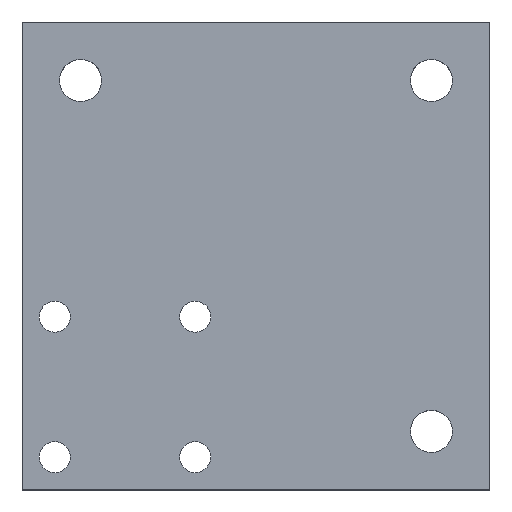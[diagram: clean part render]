
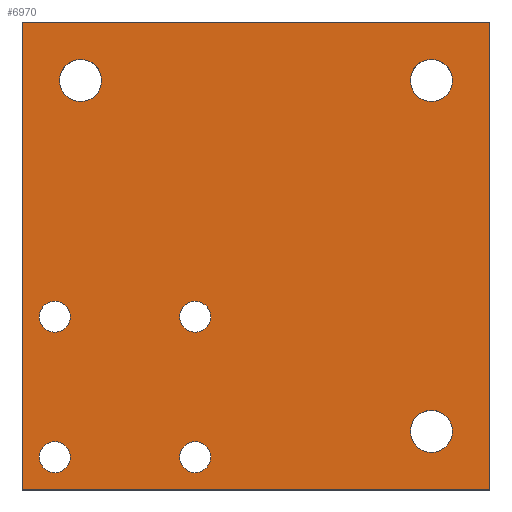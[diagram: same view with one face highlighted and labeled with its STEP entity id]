
A CAD part, top view. The second image highlights one B-rep face of the part: STEP entity #6970.
In plain terms, the highlighted planar face has unit normal (0, 0, 1).
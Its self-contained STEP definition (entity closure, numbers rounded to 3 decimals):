
#120=CARTESIAN_POINT('',(76.,5.5,12.));
#130=VERTEX_POINT('',#120);
#160=CARTESIAN_POINT('',(80.5,5.5,12.));
#170=DIRECTION('',(0.,0.,1.));
#180=DIRECTION('',(1.,0.,0.));
#190=AXIS2_PLACEMENT_3D('',#160,#170,#180);
#200=CIRCLE('',#190,4.5);
#210=CARTESIAN_POINT('',(85.,5.5,12.));
#220=VERTEX_POINT('',#210);
#230=EDGE_CURVE('',#220,#130,#200,.T.);
#1200=CARTESIAN_POINT('',(33.3,30.,12.));
#1210=VERTEX_POINT('',#1200);
#1240=CARTESIAN_POINT('',(30.,30.,12.));
#1250=DIRECTION('',(0.,0.,1.));
#1260=DIRECTION('',(1.,0.,0.));
#1270=AXIS2_PLACEMENT_3D('',#1240,#1250,#1260);
#1280=CIRCLE('',#1270,3.3);
#1290=CARTESIAN_POINT('',(26.7,30.,12.));
#1300=VERTEX_POINT('',#1290);
#1310=EDGE_CURVE('',#1300,#1210,#1280,.T.);
#2200=CARTESIAN_POINT('',(33.3,0.,12.));
#2210=VERTEX_POINT('',#2200);
#2240=CARTESIAN_POINT('',(30.,0.,12.));
#2250=DIRECTION('',(0.,0.,1.));
#2260=DIRECTION('',(1.,0.,0.));
#2270=AXIS2_PLACEMENT_3D('',#2240,#2250,#2260);
#2280=CIRCLE('',#2270,3.3);
#2290=CARTESIAN_POINT('',(26.7,0.,12.));
#2300=VERTEX_POINT('',#2290);
#2310=EDGE_CURVE('',#2300,#2210,#2280,.T.);
#3200=CARTESIAN_POINT('',(3.3,30.,12.));
#3210=VERTEX_POINT('',#3200);
#3240=CARTESIAN_POINT('',(0.,30.,12.));
#3250=DIRECTION('',(0.,0.,1.));
#3260=DIRECTION('',(1.,0.,0.));
#3270=AXIS2_PLACEMENT_3D('',#3240,#3250,#3260);
#3280=CIRCLE('',#3270,3.3);
#3290=CARTESIAN_POINT('',(-3.3,30.,12.));
#3300=VERTEX_POINT('',#3290);
#3310=EDGE_CURVE('',#3300,#3210,#3280,.T.);
#4200=CARTESIAN_POINT('',(3.3,0.,12.));
#4210=VERTEX_POINT('',#4200);
#4240=CARTESIAN_POINT('',(0.,0.,12.
));
#4250=DIRECTION('',(0.,0.,1.));
#4260=DIRECTION('',(1.,0.,0.));
#4270=AXIS2_PLACEMENT_3D('',#4240,#4250,#4260);
#4280=CIRCLE('',#4270,3.3);
#4290=CARTESIAN_POINT('',(-3.3,0.,12.));
#4300=VERTEX_POINT('',#4290);
#4310=EDGE_CURVE('',#4300,#4210,#4280,.T.);
#4540=CARTESIAN_POINT('',(76.,80.5,12.));
#4550=VERTEX_POINT('',#4540);
#4580=CARTESIAN_POINT('',(80.5,80.5,12.));
#4590=DIRECTION('',(0.,0.,1.));
#4600=DIRECTION('',(1.,0.,0.));
#4610=AXIS2_PLACEMENT_3D('',#4580,#4590,#4600);
#4620=CIRCLE('',#4610,4.5);
#4630=CARTESIAN_POINT('',(85.,80.5,12.));
#4640=VERTEX_POINT('',#4630);
#4650=EDGE_CURVE('',#4640,#4550,#4620,.T.);
#4960=CARTESIAN_POINT('',(1.,80.5,12.));
#4970=VERTEX_POINT('',#4960);
#5000=CARTESIAN_POINT('',(5.5,80.5,12.));
#5010=DIRECTION('',(0.,0.,1.));
#5020=DIRECTION('',(1.,0.,0.));
#5030=AXIS2_PLACEMENT_3D('',#5000,#5010,#5020);
#5040=CIRCLE('',#5030,4.5);
#5050=CARTESIAN_POINT('',(10.,80.5,12.));
#5060=VERTEX_POINT('',#5050);
#5070=EDGE_CURVE('',#5060,#4970,#5040,.T.);
#5320=CARTESIAN_POINT('',(0.,-7.,12.));
#5330=DIRECTION('',(1.,0.,0.));
#5340=VECTOR('',#5330,1.);
#5350=LINE('',#5320,#5340);
#5360=CARTESIAN_POINT('',(-7.,-7.,12.));
#5370=VERTEX_POINT('',#5360);
#5380=CARTESIAN_POINT('',(93.,-7.,12.));
#5390=VERTEX_POINT('',#5380);
#5400=EDGE_CURVE('',#5370,#5390,#5350,.T.);
#5760=CARTESIAN_POINT('',(-7.,93.,12.));
#5770=VERTEX_POINT('',#5760);
#5940=CARTESIAN_POINT('',(93.,93.,12.));
#5950=VERTEX_POINT('',#5940);
#5980=CARTESIAN_POINT('',(0.,93.,12.));
#5990=DIRECTION('',(1.,0.,0.));
#6000=VECTOR('',#5990,1.);
#6010=LINE('',#5980,#6000);
#6020=EDGE_CURVE('',#5770,#5950,#6010,.T.);
#6120=CARTESIAN_POINT('',(93.,0.,12.));
#6130=DIRECTION('',(0.,1.,0.));
#6140=VECTOR('',#6130,1.);
#6150=LINE('',#6120,#6140);
#6160=EDGE_CURVE('',#5390,#5950,#6150,.T.);
#6420=CARTESIAN_POINT('',(-7.,0.,12.));
#6430=DIRECTION('',(0.,-1.,0.));
#6440=VECTOR('',#6430,1.);
#6450=LINE('',#6420,#6440);
#6460=EDGE_CURVE('',#5770,#5370,#6450,.T.);
#6510=CARTESIAN_POINT('',(-5.5,-5.5,12.));
#6520=DIRECTION('',(0.,0.,1.));
#6530=DIRECTION('',(1.,0.,0.));
#6540=AXIS2_PLACEMENT_3D('',#6510,#6520,#6530);
#6550=PLANE('',#6540);
#6560=EDGE_CURVE('',#2210,#2300,#2280,.T.);
#6570=ORIENTED_EDGE('',*,*,#6560,.F.);
#6580=ORIENTED_EDGE('',*,*,#2310,.F.);
#6590=EDGE_LOOP('',(#6580,#6570));
#6600=FACE_BOUND('',#6590,.T.);
#6610=EDGE_CURVE('',#1210,#1300,#1280,.T.);
#6620=ORIENTED_EDGE('',*,*,#6610,.F.);
#6630=ORIENTED_EDGE('',*,*,#1310,.F.);
#6640=EDGE_LOOP('',(#6630,#6620));
#6650=FACE_BOUND('',#6640,.T.);
#6660=ORIENTED_EDGE('',*,*,#4650,.F.);
#6670=EDGE_CURVE('',#4550,#4640,#4620,.T.);
#6680=ORIENTED_EDGE('',*,*,#6670,.F.);
#6690=EDGE_LOOP('',(#6680,#6660));
#6700=FACE_BOUND('',#6690,.T.);
#6710=EDGE_CURVE('',#4970,#5060,#5040,.T.);
#6720=ORIENTED_EDGE('',*,*,#6710,.F.);
#6730=ORIENTED_EDGE('',*,*,#5070,.F.);
#6740=EDGE_LOOP('',(#6730,#6720));
#6750=FACE_BOUND('',#6740,.T.);
#6760=ORIENTED_EDGE('',*,*,#230,.F.);
#6770=EDGE_CURVE('',#130,#220,#200,.T.);
#6780=ORIENTED_EDGE('',*,*,#6770,.F.);
#6790=EDGE_LOOP('',(#6780,#6760));
#6800=FACE_BOUND('',#6790,.T.);
#6810=EDGE_CURVE('',#3210,#3300,#3280,.T.);
#6820=ORIENTED_EDGE('',*,*,#6810,.F.);
#6830=ORIENTED_EDGE('',*,*,#3310,.F.);
#6840=EDGE_LOOP('',(#6830,#6820));
#6850=FACE_BOUND('',#6840,.T.);
#6860=EDGE_CURVE('',#4210,#4300,#4280,.T.);
#6870=ORIENTED_EDGE('',*,*,#6860,.F.);
#6880=ORIENTED_EDGE('',*,*,#4310,.F.);
#6890=EDGE_LOOP('',(#6880,#6870));
#6900=FACE_BOUND('',#6890,.T.);
#6910=ORIENTED_EDGE('',*,*,#6460,.T.);
#6920=ORIENTED_EDGE('',*,*,#6020,.F.);
#6930=ORIENTED_EDGE('',*,*,#6160,.T.);
#6940=ORIENTED_EDGE('',*,*,#5400,.T.);
#6950=EDGE_LOOP('',(#6940,#6930,#6920,#6910));
#6960=FACE_OUTER_BOUND('',#6950,.T.);
#6970=ADVANCED_FACE('',(#6600,#6650,#6700,#6750,#6800,#6850,#6900,#6960)
,#6550,.T.);
